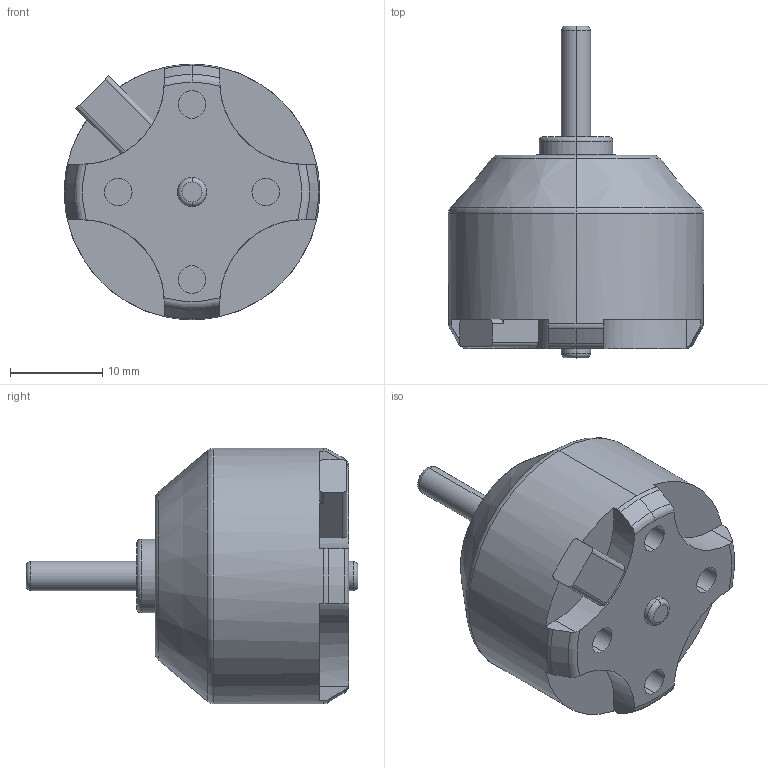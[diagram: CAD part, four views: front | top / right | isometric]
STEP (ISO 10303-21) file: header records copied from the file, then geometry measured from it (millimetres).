
FILE_DESCRIPTION (( 'STEP AP214' ), '1' );
FILE_NAME ('BR2208 Racerstar - 1400 kv.STEP', '2021-08-18T23:45:32', ( '' ), ( '' ), 'SwSTEP 2.0', 'SolidWorks 2020', '' );
FILE_SCHEMA (( 'AUTOMOTIVE_DESIGN' ));
Length unit declared in the file: millimetre
Products named in the file (1): BR2208 Racerstar - 1400 kv
Bounding box: 27.7 x 36 x 27.7 mm (x, y, z)
Volume: 10827.6 mm3; surface area: 3130 mm2
Topology: 1 solids, 1 shells, 78 faces, 193 edges, 124 vertices
Faces by surface type: plane 27, cylinder 24, torus 20, cone 7
Entity records: 3309 total; most frequent: CARTESIAN_POINT 544, DIRECTION 411, ORIENTED_EDGE 386, EDGE_CURVE 193, AXIS2_PLACEMENT_3D 175, VERTEX_POINT 124, CIRCLE 96, EDGE_LOOP 85
